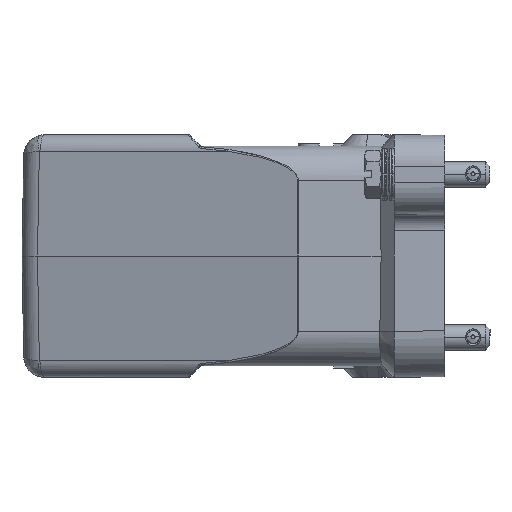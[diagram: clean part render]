
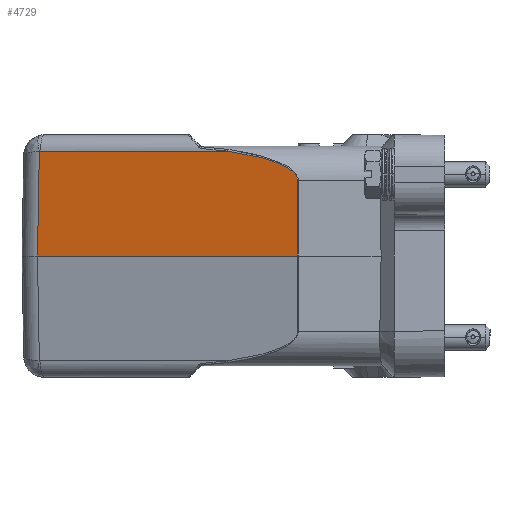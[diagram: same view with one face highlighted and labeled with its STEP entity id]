
A CAD part, left-side view. The second image highlights one B-rep face of the part: STEP entity #4729.
In plain terms, the highlighted planar face has unit normal (-0.966, 0.259, 0.018).
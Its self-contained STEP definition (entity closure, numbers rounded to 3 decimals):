
#512=PLANE('',#14062);
#1334=FACE_OUTER_BOUND('',#5582,.T.);
#1982=B_SPLINE_CURVE_WITH_KNOTS('',3,(#24625,#24626,#24627,#24628,#24629,
#24630,#24631,#24632,#24633,#24634,#24635,#24636,#24637,#24638,#24639,#24640,
#24641,#24642,#24643,#24644),.UNSPECIFIED.,.F.,.F.,(4,2,2,2,2,2,2,2,2,4),
(0.,0.25,0.5,0.625,0.75,0.813,0.875,0.938,0.969,1.),
 .UNSPECIFIED.);
#2029=B_SPLINE_CURVE_WITH_KNOTS('',3,(#25826,#25827,#25828,#25829),
 .UNSPECIFIED.,.F.,.F.,(4,4),(0.,1.),.UNSPECIFIED.);
#2863=LINE('',#24733,#3835);
#3019=LINE('',#25812,#3991);
#3020=LINE('',#25831,#3992);
#3021=LINE('',#25833,#3993);
#3835=VECTOR('',#15914,1.);
#3991=VECTOR('',#16262,1.);
#3992=VECTOR('',#16265,1.);
#3993=VECTOR('',#16266,1.);
#4729=ADVANCED_FACE('NONE',(#1334),#512,.T.);
#5582=EDGE_LOOP('',(#8137,#8138,#8139,#8140,#8141,#8142));
#8137=ORIENTED_EDGE('',*,*,#12473,.F.);
#8138=ORIENTED_EDGE('',*,*,#12474,.T.);
#8139=ORIENTED_EDGE('',*,*,#12475,.T.);
#8140=ORIENTED_EDGE('',*,*,#12260,.F.);
#8141=ORIENTED_EDGE('',*,*,#12259,.F.);
#8142=ORIENTED_EDGE('',*,*,#12471,.T.);
#10661=VERTEX_POINT('',#24586);
#10663=VERTEX_POINT('',#24624);
#10664=VERTEX_POINT('',#24734);
#10772=VERTEX_POINT('',#25811);
#10773=VERTEX_POINT('',#25830);
#10774=VERTEX_POINT('',#25832);
#12259=EDGE_CURVE('NONE',#10661,#10663,#1982,.T.);
#12260=EDGE_CURVE('NONE',#10663,#10664,#2863,.T.);
#12471=EDGE_CURVE('NONE',#10661,#10772,#3019,.T.);
#12473=EDGE_CURVE('NONE',#10773,#10772,#2029,.T.);
#12474=EDGE_CURVE('NONE',#10773,#10774,#3020,.T.);
#12475=EDGE_CURVE('NONE',#10774,#10664,#3021,.T.);
#14062=AXIS2_PLACEMENT_3D('',#25834,#16267,#16268);
#15914=DIRECTION('',(-0.017,0.002,-1.));
#16262=DIRECTION('',(0.259,0.966,0.));
#16265=DIRECTION('',(-0.013,0.017,-1.));
#16266=DIRECTION('',(-0.259,-0.966,0.));
#16267=DIRECTION('',(-0.966,0.259,0.017));
#16268=DIRECTION('',(-0.259,-0.966,0.));
#24586=CARTESIAN_POINT('',(-46.529,51.861,25.07));
#24624=CARTESIAN_POINT('',(-51.17,35.022,17.948));
#24625=CARTESIAN_POINT('',(-46.529,51.861,25.07));
#24626=CARTESIAN_POINT('',(-46.957,50.278,24.872));
#24627=CARTESIAN_POINT('',(-47.384,48.7,24.629));
#24628=CARTESIAN_POINT('',(-48.235,45.566,24.024));
#24629=CARTESIAN_POINT('',(-48.658,44.01,23.663));
#24630=CARTESIAN_POINT('',(-49.285,41.716,22.977));
#24631=CARTESIAN_POINT('',(-49.493,40.958,22.724));
#24632=CARTESIAN_POINT('',(-49.902,39.469,22.146));
#24633=CARTESIAN_POINT('',(-50.104,38.737,21.823));
#24634=CARTESIAN_POINT('',(-50.397,37.684,21.249));
#24635=CARTESIAN_POINT('',(-50.492,37.341,21.042));
#24636=CARTESIAN_POINT('',(-50.677,36.683,20.587));
#24637=CARTESIAN_POINT('',(-50.766,36.367,20.338));
#24638=CARTESIAN_POINT('',(-50.93,35.792,19.778));
#24639=CARTESIAN_POINT('',(-51.006,35.531,19.465));
#24640=CARTESIAN_POINT('',(-51.094,35.24,18.933));
#24641=CARTESIAN_POINT('',(-51.118,35.16,18.745));
#24642=CARTESIAN_POINT('',(-51.155,35.051,18.355));
#24643=CARTESIAN_POINT('',(-51.166,35.022,18.152));
#24644=CARTESIAN_POINT('',(-51.17,35.022,17.948));
#24733=CARTESIAN_POINT('',(-51.165,35.022,18.241));
#24734=CARTESIAN_POINT('',(-51.483,35.064,0.));
#25811=CARTESIAN_POINT('',(-34.537,96.615,25.07));
#25812=CARTESIAN_POINT('',(-33.393,100.887,25.07));
#25826=CARTESIAN_POINT('',(-34.473,96.857,25.04));
#25827=CARTESIAN_POINT('',(-34.494,96.778,25.06));
#25828=CARTESIAN_POINT('',(-34.515,96.697,25.07));
#25829=CARTESIAN_POINT('',(-34.537,96.615,25.07));
#25830=CARTESIAN_POINT('',(-34.473,96.857,25.04));
#25831=CARTESIAN_POINT('',(-34.473,96.857,25.04));
#25832=CARTESIAN_POINT('',(-34.808,97.295,0.));
#25833=CARTESIAN_POINT('',(-33.815,101.,0.));
#25834=CARTESIAN_POINT('',(-33.815,101.,0.));
